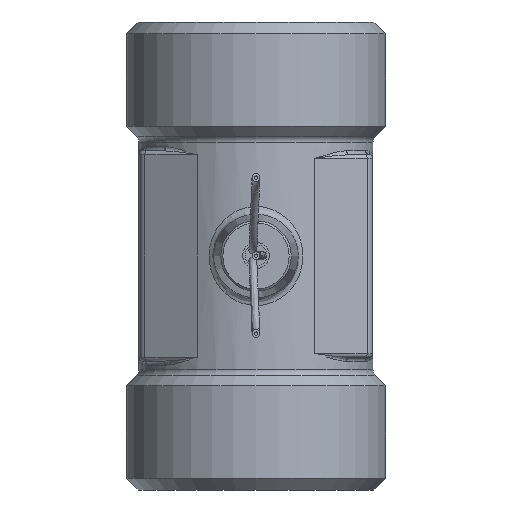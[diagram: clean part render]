
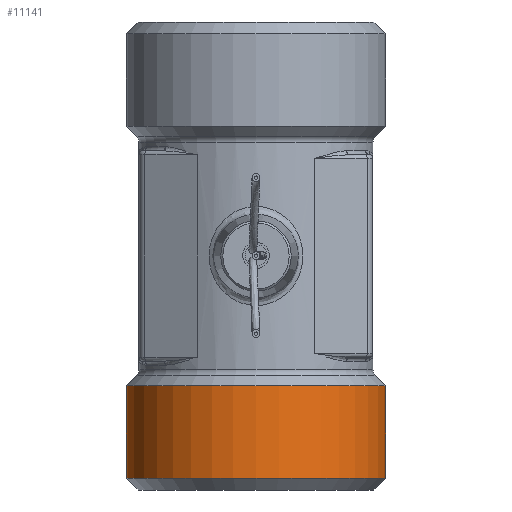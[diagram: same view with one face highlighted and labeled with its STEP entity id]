
A CAD part, left-side view. The second image highlights one B-rep face of the part: STEP entity #11141.
In plain terms, the highlighted cylindrical face has radius 16.625 mm (diameter 33.25 mm), a full revolution.
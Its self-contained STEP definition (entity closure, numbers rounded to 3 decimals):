
#207=CYLINDRICAL_SURFACE('',#11798,16.625);
#348=CIRCLE('',#11799,16.625);
#349=CIRCLE('',#11800,16.625);
#350=CIRCLE('',#11801,16.625);
#351=CIRCLE('',#11802,16.625);
#520=FACE_OUTER_BOUND('',#1151,.T.);
#1151=EDGE_LOOP('',(#7041,#7042,#7043,#7044,#7045,#7046));
#1897=LINE('',#14966,#2979);
#2979=VECTOR('',#12520,16.625);
#4407=VERTEX_POINT('',#14962);
#4408=VERTEX_POINT('',#14963);
#4409=VERTEX_POINT('',#14965);
#4410=VERTEX_POINT('',#14967);
#5448=EDGE_CURVE('',#4407,#4408,#348,.T.);
#5449=EDGE_CURVE('',#4408,#4409,#1897,.T.);
#5450=EDGE_CURVE('',#4410,#4409,#349,.T.);
#5451=EDGE_CURVE('',#4409,#4410,#350,.T.);
#5452=EDGE_CURVE('',#4408,#4407,#351,.T.);
#7041=ORIENTED_EDGE('',*,*,#5448,.T.);
#7042=ORIENTED_EDGE('',*,*,#5449,.T.);
#7043=ORIENTED_EDGE('',*,*,#5450,.F.);
#7044=ORIENTED_EDGE('',*,*,#5451,.F.);
#7045=ORIENTED_EDGE('',*,*,#5449,.F.);
#7046=ORIENTED_EDGE('',*,*,#5452,.T.);
#11141=ADVANCED_FACE('',(#520),#207,.T.);
#11798=AXIS2_PLACEMENT_3D('',#14961,#12516,#12517);
#11799=AXIS2_PLACEMENT_3D('',#14964,#12518,#12519);
#11800=AXIS2_PLACEMENT_3D('',#14968,#12521,#12522);
#11801=AXIS2_PLACEMENT_3D('',#14969,#12523,#12524);
#11802=AXIS2_PLACEMENT_3D('',#14970,#12525,#12526);
#12516=DIRECTION('center_axis',(0.,0.,
1.));
#12517=DIRECTION('ref_axis',(-1.,0.,0.));
#12518=DIRECTION('center_axis',(0.,0.,
-1.));
#12519=DIRECTION('ref_axis',(-1.,0.,0.));
#12520=DIRECTION('',(0.,0.,-1.));
#12521=DIRECTION('center_axis',(0.,0.,
-1.));
#12522=DIRECTION('ref_axis',(1.,0.,0.));
#12523=DIRECTION('center_axis',(0.,0.,
-1.));
#12524=DIRECTION('ref_axis',(1.,0.,0.));
#12525=DIRECTION('center_axis',(0.,0.,
-1.));
#12526=DIRECTION('ref_axis',(-1.,0.,0.));
#14961=CARTESIAN_POINT('Origin',(0.,0.,
0.));
#14962=CARTESIAN_POINT('',(-16.625,0.,13.375));
#14963=CARTESIAN_POINT('',(16.625,0.,13.375));
#14964=CARTESIAN_POINT('Origin',(0.,0.,
13.375));
#14965=CARTESIAN_POINT('',(16.625,0.,1.5));
#14966=CARTESIAN_POINT('',(16.625,0.,0.));
#14967=CARTESIAN_POINT('',(-16.625,0.,1.5));
#14968=CARTESIAN_POINT('Origin',(0.,0.,
1.5));
#14969=CARTESIAN_POINT('Origin',(0.,0.,
1.5));
#14970=CARTESIAN_POINT('Origin',(0.,0.,
13.375));
